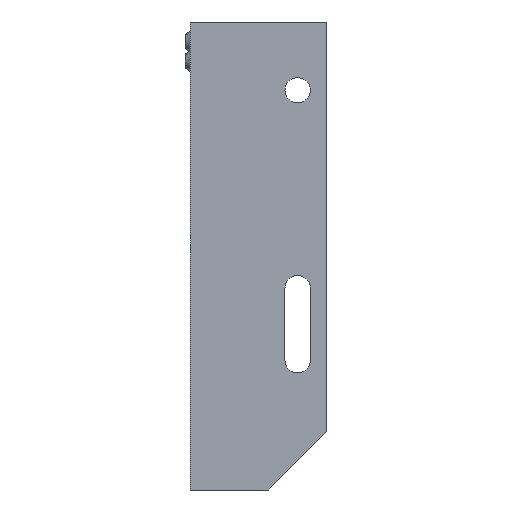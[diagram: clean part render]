
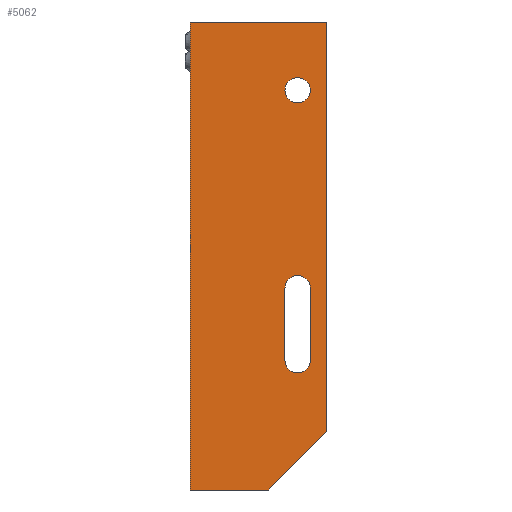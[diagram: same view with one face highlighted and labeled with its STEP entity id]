
A CAD part, left-side view. The second image highlights one B-rep face of the part: STEP entity #5062.
In plain terms, the highlighted planar face has unit normal (-1, 0, 0).
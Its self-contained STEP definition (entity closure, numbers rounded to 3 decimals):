
#360 = CARTESIAN_POINT ( 'NONE',  ( -350., 21.5, -136.5 ) ) ;
#749 = VECTOR ( 'NONE', #11489, 1000. ) ;
#1403 = CARTESIAN_POINT ( 'NONE',  ( -350., 70., 0. ) ) ;
#1633 = CARTESIAN_POINT ( 'NONE',  ( -350., 15., -35. ) ) ;
#1673 = VERTEX_POINT ( 'NONE', #24555 ) ;
#1923 = CARTESIAN_POINT ( 'NONE',  ( -350., 70., -240. ) ) ;
#2235 = CARTESIAN_POINT ( 'NONE',  ( -350., 15., -136.5 ) ) ;
#2407 = VERTEX_POINT ( 'NONE', #19430 ) ;
#2758 = VECTOR ( 'NONE', #16854, 1000. ) ;
#2859 = VERTEX_POINT ( 'NONE', #7153 ) ;
#2935 = AXIS2_PLACEMENT_3D ( 'NONE', #8285, #10356, #25088 ) ;
#3046 = ORIENTED_EDGE ( 'NONE', *, *, #13177, .T. ) ;
#3474 = LINE ( 'NONE', #5980, #19550 ) ;
#4509 = CIRCLE ( 'NONE', #9692, 6.5 ) ;
#4680 = DIRECTION ( 'NONE',  ( 1., 0., 0. ) ) ;
#4804 = CARTESIAN_POINT ( 'NONE',  ( -350., 30., -240. ) ) ;
#5062 = ADVANCED_FACE ( 'NONE', ( #12419, #20639, #11092 ), #7671, .F. ) ;
#5540 = CARTESIAN_POINT ( 'NONE',  ( -350., 70., 0. ) ) ;
#5614 = ORIENTED_EDGE ( 'NONE', *, *, #24582, .T. ) ;
#5695 = CARTESIAN_POINT ( 'NONE',  ( -350., 8.5, -136.5 ) ) ;
#5716 = VERTEX_POINT ( 'NONE', #14577 ) ;
#5980 = CARTESIAN_POINT ( 'NONE',  ( -350., 70., -240. ) ) ;
#6525 = CARTESIAN_POINT ( 'NONE',  ( -350., 15., -35. ) ) ;
#7153 = CARTESIAN_POINT ( 'NONE',  ( -350., 15., -41.5 ) ) ;
#7367 = LINE ( 'NONE', #24112, #749 ) ;
#7671 = PLANE ( 'NONE',  #13558 ) ;
#7818 = CIRCLE ( 'NONE', #2935, 6.5 ) ;
#7978 = DIRECTION ( 'NONE',  ( 0., 0., -1. ) ) ;
#8032 = EDGE_CURVE ( 'NONE', #15355, #24430, #19346, .T. ) ;
#8285 = CARTESIAN_POINT ( 'NONE',  ( -350., 15., -173.5 ) ) ;
#8538 = DIRECTION ( 'NONE',  ( 1., 0., 0. ) ) ;
#8715 = CARTESIAN_POINT ( 'NONE',  ( -350., 15., -173.5 ) ) ;
#8729 = CARTESIAN_POINT ( 'NONE',  ( -350., 15., -28.5 ) ) ;
#9142 = VERTEX_POINT ( 'NONE', #360 ) ;
#9684 = EDGE_CURVE ( 'NONE', #2407, #23342, #7818, .T. ) ;
#9692 = AXIS2_PLACEMENT_3D ( 'NONE', #8715, #8538, #16810 ) ;
#10153 = DIRECTION ( 'NONE',  ( 0., 1., 0. ) ) ;
#10293 = ORIENTED_EDGE ( 'NONE', *, *, #12958, .T. ) ;
#10356 = DIRECTION ( 'NONE',  ( 1., 0., 0. ) ) ;
#10464 = ORIENTED_EDGE ( 'NONE', *, *, #23429, .F. ) ;
#11092 = FACE_OUTER_BOUND ( 'NONE', #17335, .T. ) ;
#11189 = EDGE_CURVE ( 'NONE', #24430, #21495, #15275, .T. ) ;
#11315 = EDGE_CURVE ( 'NONE', #9142, #5716, #12289, .T. ) ;
#11414 = VERTEX_POINT ( 'NONE', #4804 ) ;
#11489 = DIRECTION ( 'NONE',  ( 0., 0.707, -0.707 ) ) ;
#11746 = ORIENTED_EDGE ( 'NONE', *, *, #9684, .T. ) ;
#12092 = DIRECTION ( 'NONE',  ( 0., 0., -1. ) ) ;
#12228 = EDGE_CURVE ( 'NONE', #1673, #11414, #7367, .T. ) ;
#12289 = CIRCLE ( 'NONE', #13862, 6.5 ) ;
#12359 = DIRECTION ( 'NONE',  ( 1., 0., 0. ) ) ;
#12419 = FACE_BOUND ( 'NONE', #17479, .T. ) ;
#12435 = VECTOR ( 'NONE', #26748, 1000. ) ;
#12958 = EDGE_CURVE ( 'NONE', #5716, #17519, #25008, .T. ) ;
#13177 = EDGE_CURVE ( 'NONE', #25917, #2859, #18734, .T. ) ;
#13531 = AXIS2_PLACEMENT_3D ( 'NONE', #6525, #4680, #16974 ) ;
#13558 = AXIS2_PLACEMENT_3D ( 'NONE', #17849, #18031, #22261 ) ;
#13862 = AXIS2_PLACEMENT_3D ( 'NONE', #2235, #27053, #18937 ) ;
#14577 = CARTESIAN_POINT ( 'NONE',  ( -350., 8.5, -136.5 ) ) ;
#15275 = LINE ( 'NONE', #16101, #15615 ) ;
#15355 = VERTEX_POINT ( 'NONE', #1923 ) ;
#15388 = VECTOR ( 'NONE', #24834, 1000. ) ;
#15445 = CARTESIAN_POINT ( 'NONE',  ( -350., 0., 0. ) ) ;
#15454 = EDGE_LOOP ( 'NONE', ( #24148, #3046 ) ) ;
#15615 = VECTOR ( 'NONE', #26593, 1000. ) ;
#16101 = CARTESIAN_POINT ( 'NONE',  ( -350., 0., 0. ) ) ;
#16666 = EDGE_CURVE ( 'NONE', #2859, #25917, #20894, .T. ) ;
#16715 = EDGE_CURVE ( 'NONE', #17519, #2407, #4509, .T. ) ;
#16810 = DIRECTION ( 'NONE',  ( 0., 0., -1. ) ) ;
#16854 = DIRECTION ( 'NONE',  ( 0., 0., 1. ) ) ;
#16974 = DIRECTION ( 'NONE',  ( 0., 0., -1. ) ) ;
#17129 = VECTOR ( 'NONE', #7978, 1000. ) ;
#17335 = EDGE_LOOP ( 'NONE', ( #20000, #18705, #23020, #10464, #26823 ) ) ;
#17479 = EDGE_LOOP ( 'NONE', ( #10293, #23479, #11746, #5614, #18013 ) ) ;
#17519 = VERTEX_POINT ( 'NONE', #20397 ) ;
#17849 = CARTESIAN_POINT ( 'NONE',  ( -350., 0., 0. ) ) ;
#18013 = ORIENTED_EDGE ( 'NONE', *, *, #11315, .T. ) ;
#18031 = DIRECTION ( 'NONE',  ( 1., 0., 0. ) ) ;
#18705 = ORIENTED_EDGE ( 'NONE', *, *, #11189, .F. ) ;
#18734 = CIRCLE ( 'NONE', #13531, 6.5 ) ;
#18850 = CARTESIAN_POINT ( 'NONE',  ( -350., 0., -210. ) ) ;
#18937 = DIRECTION ( 'NONE',  ( 0., 0., -1. ) ) ;
#19346 = LINE ( 'NONE', #5540, #12435 ) ;
#19430 = CARTESIAN_POINT ( 'NONE',  ( -350., 15., -180. ) ) ;
#19550 = VECTOR ( 'NONE', #10153, 1000. ) ;
#20000 = ORIENTED_EDGE ( 'NONE', *, *, #20888, .F. ) ;
#20397 = CARTESIAN_POINT ( 'NONE',  ( -350., 8.5, -173.5 ) ) ;
#20639 = FACE_BOUND ( 'NONE', #15454, .T. ) ;
#20783 = CARTESIAN_POINT ( 'NONE',  ( -350., 21.5, -173.5 ) ) ;
#20888 = EDGE_CURVE ( 'NONE', #21495, #1673, #21313, .T. ) ;
#20894 = CIRCLE ( 'NONE', #21524, 6.5 ) ;
#21313 = LINE ( 'NONE', #18850, #15388 ) ;
#21495 = VERTEX_POINT ( 'NONE', #15445 ) ;
#21524 = AXIS2_PLACEMENT_3D ( 'NONE', #1633, #12359, #12092 ) ;
#22261 = DIRECTION ( 'NONE',  ( 0., 0., 1. ) ) ;
#22479 = LINE ( 'NONE', #20783, #2758 ) ;
#23020 = ORIENTED_EDGE ( 'NONE', *, *, #8032, .F. ) ;
#23342 = VERTEX_POINT ( 'NONE', #27003 ) ;
#23429 = EDGE_CURVE ( 'NONE', #11414, #15355, #3474, .T. ) ;
#23479 = ORIENTED_EDGE ( 'NONE', *, *, #16715, .T. ) ;
#24112 = CARTESIAN_POINT ( 'NONE',  ( -350., 30., -240. ) ) ;
#24148 = ORIENTED_EDGE ( 'NONE', *, *, #16666, .T. ) ;
#24430 = VERTEX_POINT ( 'NONE', #1403 ) ;
#24555 = CARTESIAN_POINT ( 'NONE',  ( -350., 0., -210. ) ) ;
#24582 = EDGE_CURVE ( 'NONE', #23342, #9142, #22479, .T. ) ;
#24834 = DIRECTION ( 'NONE',  ( 0., 0., -1. ) ) ;
#25008 = LINE ( 'NONE', #5695, #17129 ) ;
#25088 = DIRECTION ( 'NONE',  ( 0., 0., -1. ) ) ;
#25917 = VERTEX_POINT ( 'NONE', #8729 ) ;
#26593 = DIRECTION ( 'NONE',  ( 0., -1., 0. ) ) ;
#26748 = DIRECTION ( 'NONE',  ( 0., 0., 1. ) ) ;
#26823 = ORIENTED_EDGE ( 'NONE', *, *, #12228, .F. ) ;
#27003 = CARTESIAN_POINT ( 'NONE',  ( -350., 21.5, -173.5 ) ) ;
#27053 = DIRECTION ( 'NONE',  ( 1., 0., 0. ) ) ;
